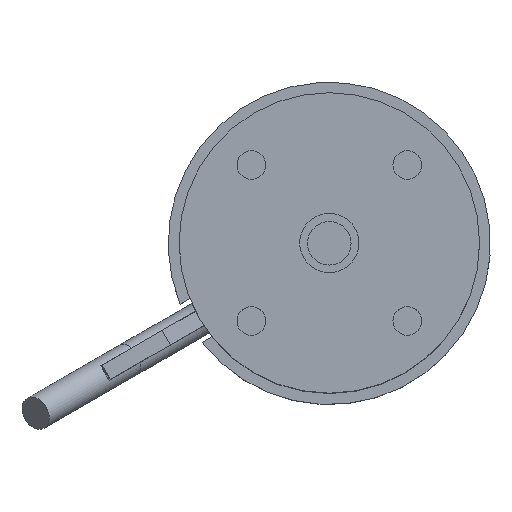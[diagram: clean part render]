
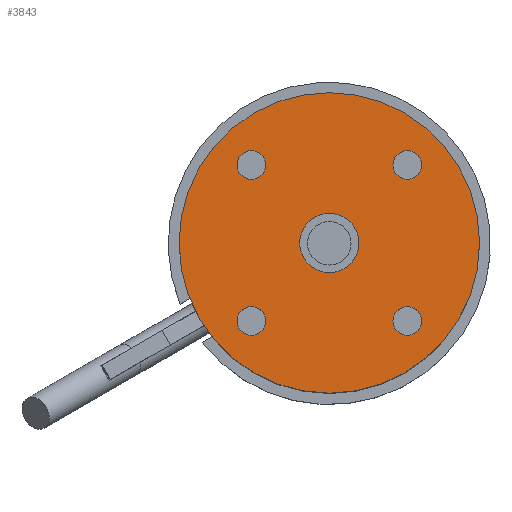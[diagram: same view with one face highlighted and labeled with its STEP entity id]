
A CAD part, top view. The second image highlights one B-rep face of the part: STEP entity #3843.
In plain terms, the highlighted face is planar.
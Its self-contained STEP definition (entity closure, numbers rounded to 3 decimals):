
#120=FACE_BOUND('',#1208,.T.);
#121=FACE_BOUND('',#1209,.T.);
#122=FACE_BOUND('',#1210,.T.);
#123=FACE_BOUND('',#1211,.T.);
#124=FACE_BOUND('',#1212,.T.);
#942=FACE_OUTER_BOUND('',#1207,.T.);
#1207=EDGE_LOOP('',(#3457));
#1208=EDGE_LOOP('',(#3458));
#1209=EDGE_LOOP('',(#3459));
#1210=EDGE_LOOP('',(#3460));
#1211=EDGE_LOOP('',(#3461));
#1212=EDGE_LOOP('',(#3462));
#1481=CIRCLE('',#4331,10.9);
#1482=CIRCLE('',#4332,1.038);
#1483=CIRCLE('',#4333,1.038);
#1484=CIRCLE('',#4334,1.038);
#1485=CIRCLE('',#4335,1.038);
#1486=CIRCLE('',#4336,2.15);
#1834=VERTEX_POINT('',#7982);
#1835=VERTEX_POINT('',#7984);
#1836=VERTEX_POINT('',#7986);
#1837=VERTEX_POINT('',#7988);
#1838=VERTEX_POINT('',#7990);
#1839=VERTEX_POINT('',#7992);
#2384=EDGE_CURVE('',#1834,#1834,#1481,.T.);
#2385=EDGE_CURVE('',#1835,#1835,#1482,.F.);
#2386=EDGE_CURVE('',#1836,#1836,#1483,.F.);
#2387=EDGE_CURVE('',#1837,#1837,#1484,.F.);
#2388=EDGE_CURVE('',#1838,#1838,#1485,.F.);
#2389=EDGE_CURVE('',#1839,#1839,#1486,.T.);
#3457=ORIENTED_EDGE('',*,*,#2384,.F.);
#3458=ORIENTED_EDGE('',*,*,#2385,.T.);
#3459=ORIENTED_EDGE('',*,*,#2386,.T.);
#3460=ORIENTED_EDGE('',*,*,#2387,.T.);
#3461=ORIENTED_EDGE('',*,*,#2388,.T.);
#3462=ORIENTED_EDGE('',*,*,#2389,.F.);
#3618=PLANE('',#4330);
#3843=ADVANCED_FACE('',(#942,#120,#121,#122,#123,#124),#3618,.F.);
#4330=AXIS2_PLACEMENT_3D('',#7981,#5445,#5446);
#4331=AXIS2_PLACEMENT_3D('',#7983,#5447,#5448);
#4332=AXIS2_PLACEMENT_3D('',#7985,#5449,#5450);
#4333=AXIS2_PLACEMENT_3D('',#7987,#5451,#5452);
#4334=AXIS2_PLACEMENT_3D('',#7989,#5453,#5454);
#4335=AXIS2_PLACEMENT_3D('',#7991,#5455,#5456);
#4336=AXIS2_PLACEMENT_3D('',#7993,#5457,#5458);
#5445=DIRECTION('center_axis',(-1.,0.,0.));
#5446=DIRECTION('ref_axis',(0.,-0.5,-0.866));
#5447=DIRECTION('center_axis',(-1.,0.,0.));
#5448=DIRECTION('ref_axis',(0.,-0.5,-0.866));
#5449=DIRECTION('center_axis',(1.,0.,0.));
#5450=DIRECTION('ref_axis',(0.,-0.5,-0.866));
#5451=DIRECTION('center_axis',(1.,0.,0.));
#5452=DIRECTION('ref_axis',(0.,-0.5,-0.866));
#5453=DIRECTION('center_axis',(1.,0.,0.));
#5454=DIRECTION('ref_axis',(0.,-0.5,-0.866));
#5455=DIRECTION('center_axis',(1.,0.,0.));
#5456=DIRECTION('ref_axis',(0.,-0.5,-0.866));
#5457=DIRECTION('center_axis',(1.,0.,0.));
#5458=DIRECTION('ref_axis',(0.,-0.5,-0.866));
#7981=CARTESIAN_POINT('Origin',(40.222,0.,
1.));
#7982=CARTESIAN_POINT('',(40.222,5.45,10.44));
#7983=CARTESIAN_POINT('Origin',(40.222,0.,
1.));
#7984=CARTESIAN_POINT('',(40.222,2.589,-5.829));
#7985=CARTESIAN_POINT('Origin',(40.222,2.071,-6.727));
#7986=CARTESIAN_POINT('',(40.222,-7.209,-0.172));
#7987=CARTESIAN_POINT('Origin',(40.222,-7.727,-1.071));
#7988=CARTESIAN_POINT('',(40.222,8.246,3.969));
#7989=CARTESIAN_POINT('Origin',(40.222,7.727,3.071));
#7990=CARTESIAN_POINT('',(40.222,-1.552,9.626));
#7991=CARTESIAN_POINT('Origin',(40.222,-2.071,8.727));
#7992=CARTESIAN_POINT('',(40.222,1.075,2.862));
#7993=CARTESIAN_POINT('Origin',(40.222,0.,
1.));
